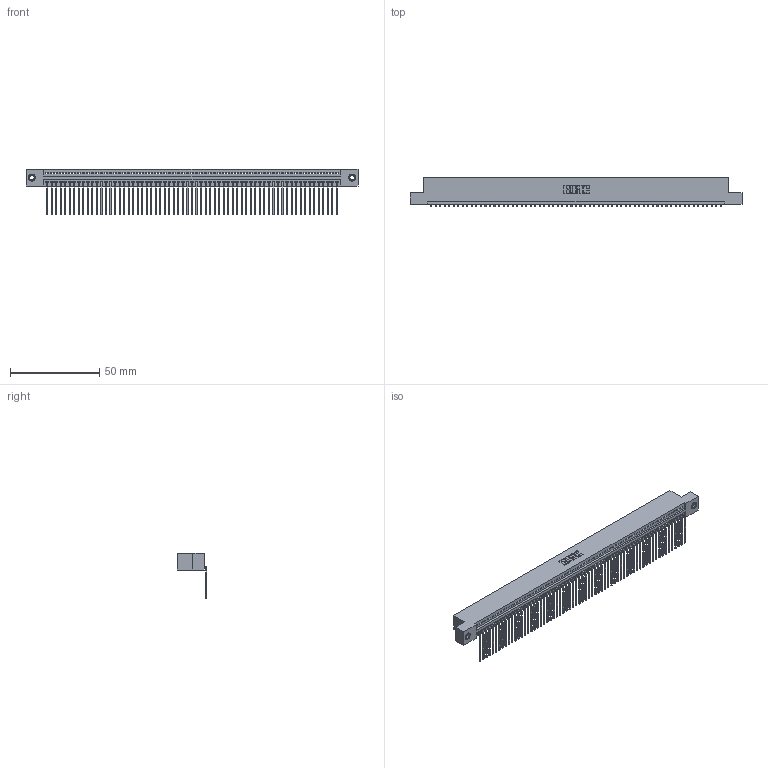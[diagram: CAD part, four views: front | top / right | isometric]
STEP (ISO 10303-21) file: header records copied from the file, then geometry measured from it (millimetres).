
FILE_DESCRIPTION (( 'STEP AP203' ), '1' );
FILE_NAME ('395-065-559-107.STEP', '2018-11-25T00:09:03', ( '' ), ( '' ), 'SwSTEP 2.0', 'SolidWorks 2016', '' );
FILE_SCHEMA (( 'CONFIG_CONTROL_DESIGN' ));
Length unit declared in the file: inch
Products named in the file (4): 345-250-001_345-250-005-103; 345-292-001_558 559 Tail - 1; 395-065-559-107; 345 Part_Flush Mounting Lugs - 0.156 Dia-TI
Assembly tree (68 placements, depth 2):
  395-065-559-107
    345 Part_Flush Mounting Lugs - 0.156 Dia-TI
    345-292-001_558 559 Tail - 1  x65
    345-250-001_345-250-005-103  x2
Bounding box: 186.31 x 16.75 x 25.53 mm (x, y, z)
Volume: 18087.3 mm3; surface area: 25654.1 mm2
Topology: 68 solids, 68 shells, 4086 faces, 12307 edges, 8110 vertices
Faces by surface type: plane 2842, cylinder 1228, cone 12, torus 4
Entity records: 47094 total; most frequent: CARTESIAN_POINT 8138, ORIENTED_EDGE 8130, DIRECTION 7101, EDGE_CURVE 4065, LINE 3653, VECTOR 3653, VERTEX_POINT 2704, AXIS2_PLACEMENT_3D 1724
